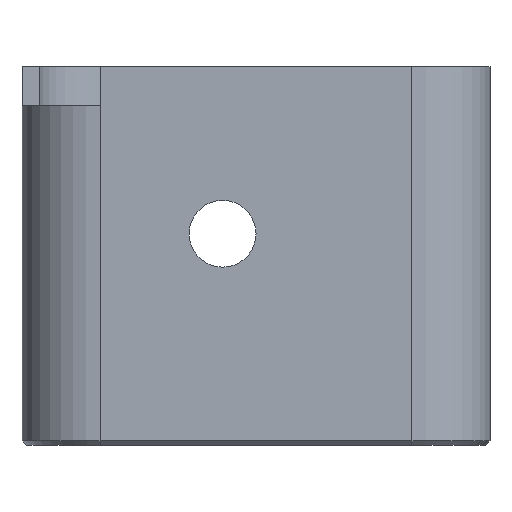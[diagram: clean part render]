
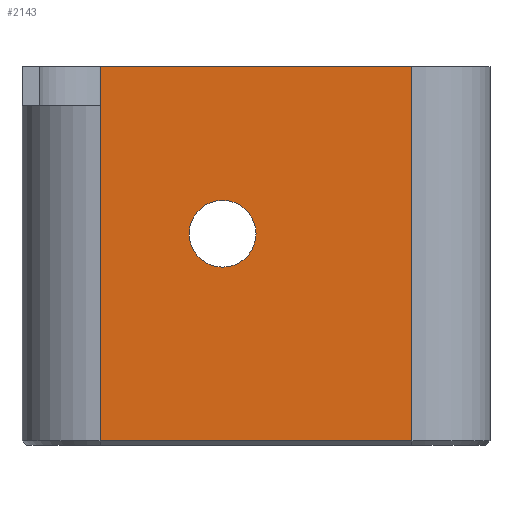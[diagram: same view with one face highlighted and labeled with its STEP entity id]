
A CAD part, front view. The second image highlights one B-rep face of the part: STEP entity #2143.
In plain terms, the highlighted planar face has unit normal (0, -1, 0).
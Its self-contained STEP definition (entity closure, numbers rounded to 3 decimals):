
#84=FACE_BOUND('',#355,.T.);
#110=CIRCLE('',#2289,1.5);
#229=FACE_OUTER_BOUND('',#354,.T.);
#354=EDGE_LOOP('',(#1677,#1678,#1679,#1680,#1681));
#355=EDGE_LOOP('',(#1682));
#442=LINE('',#3001,#657);
#444=LINE('',#3012,#659);
#544=LINE('',#3529,#759);
#548=LINE('',#3535,#763);
#549=LINE('',#3537,#764);
#657=VECTOR('',#2438,10.);
#659=VECTOR('',#2454,10.);
#759=VECTOR('',#2630,10.);
#763=VECTOR('',#2638,10.);
#764=VECTOR('',#2641,10.);
#871=VERTEX_POINT('',#2995);
#873=VERTEX_POINT('',#2999);
#875=VERTEX_POINT('',#3011);
#967=VERTEX_POINT('',#3487);
#980=VERTEX_POINT('',#3524);
#981=VERTEX_POINT('',#3538);
#1080=EDGE_CURVE('',#873,#871,#442,.T.);
#1086=EDGE_CURVE('',#875,#871,#444,.T.);
#1232=EDGE_CURVE('',#967,#980,#544,.T.);
#1236=EDGE_CURVE('',#980,#873,#548,.T.);
#1237=EDGE_CURVE('',#875,#967,#549,.T.);
#1238=EDGE_CURVE('',#981,#981,#110,.T.);
#1677=ORIENTED_EDGE('',*,*,#1232,.F.);
#1678=ORIENTED_EDGE('',*,*,#1237,.F.);
#1679=ORIENTED_EDGE('',*,*,#1086,.T.);
#1680=ORIENTED_EDGE('',*,*,#1080,.F.);
#1681=ORIENTED_EDGE('',*,*,#1236,.F.);
#1682=ORIENTED_EDGE('',*,*,#1238,.T.);
#2044=PLANE('',#2288);
#2143=ADVANCED_FACE('',(#229,#84),#2044,.T.);
#2288=AXIS2_PLACEMENT_3D('',#3536,#2639,#2640);
#2289=AXIS2_PLACEMENT_3D('',#3539,#2642,#2643);
#2438=DIRECTION('',(0.,0.,1.));
#2454=DIRECTION('',(-1.,0.,0.));
#2630=DIRECTION('',(-1.,0.,0.));
#2638=DIRECTION('',(0.,0.,1.));
#2639=DIRECTION('center_axis',(0.,-1.,0.));
#2640=DIRECTION('ref_axis',(1.,0.,0.));
#2641=DIRECTION('',(0.,0.,-1.));
#2642=DIRECTION('center_axis',(0.,1.,0.));
#2643=DIRECTION('ref_axis',(1.,0.,0.));
#2995=CARTESIAN_POINT('',(-7.,-32.8,0.3));
#2999=CARTESIAN_POINT('',(-7.,-32.8,-1.45));
#3001=CARTESIAN_POINT('',(-7.,-32.8,-16.7));
#3011=CARTESIAN_POINT('',(7.,-32.8,0.3));
#3012=CARTESIAN_POINT('',(0.,-32.8,0.3));
#3487=CARTESIAN_POINT('',(7.,-32.8,-16.5));
#3524=CARTESIAN_POINT('',(-7.,-32.8,-16.5));
#3529=CARTESIAN_POINT('',(-5.25,-32.8,-16.5));
#3535=CARTESIAN_POINT('',(-7.,-32.8,-16.7));
#3536=CARTESIAN_POINT('Origin',(-10.5,-32.8,-16.7));
#3537=CARTESIAN_POINT('',(7.,-32.8,-16.7));
#3538=CARTESIAN_POINT('',(-3.,-32.8,-7.2));
#3539=CARTESIAN_POINT('Origin',(-1.5,-32.8,-7.2));
